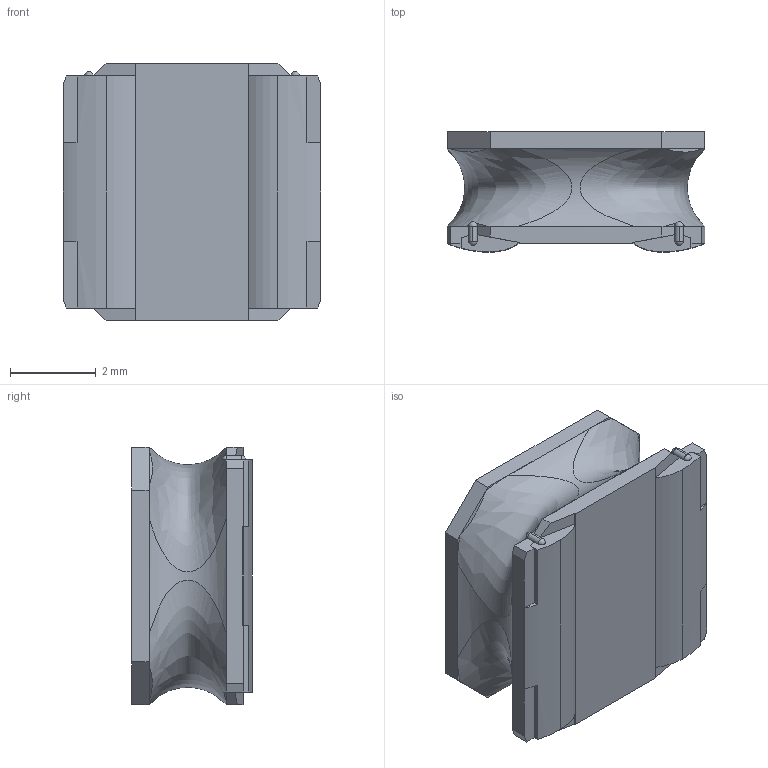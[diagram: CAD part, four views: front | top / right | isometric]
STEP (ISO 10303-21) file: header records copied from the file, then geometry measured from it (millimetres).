
FILE_DESCRIPTION (( 'STEP AP214' ), '1' );
FILE_NAME ('NR6028T4R7M.STEP', '2021-12-07T14:36:31', ( '' ), ( '' ), 'SwSTEP 2.0', 'SolidWorks 2017', '' );
FILE_SCHEMA (( 'AUTOMOTIVE_DESIGN' ));
Length unit declared in the file: millimetre
Products named in the file (1): NR6028T4R7M
Bounding box: 6 x 2.8 x 6 mm (x, y, z)
Volume: 76.4 mm3; surface area: 304.8 mm2
Topology: 7 solids, 7 shells, 108 faces, 286 edges, 188 vertices
Faces by surface type: plane 86, cylinder 14, sphere 4, bspline 4
Entity records: 3670 total; most frequent: CARTESIAN_POINT 1027, ORIENTED_EDGE 556, DIRECTION 472, EDGE_CURVE 278, LINE 214, VECTOR 214, VERTEX_POINT 184, AXIS2_PLACEMENT_3D 129
